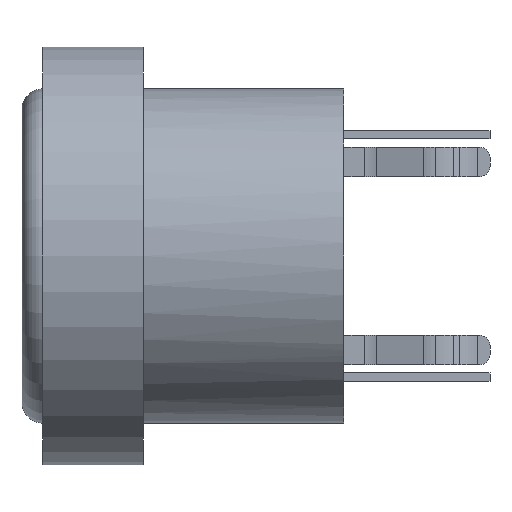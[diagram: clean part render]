
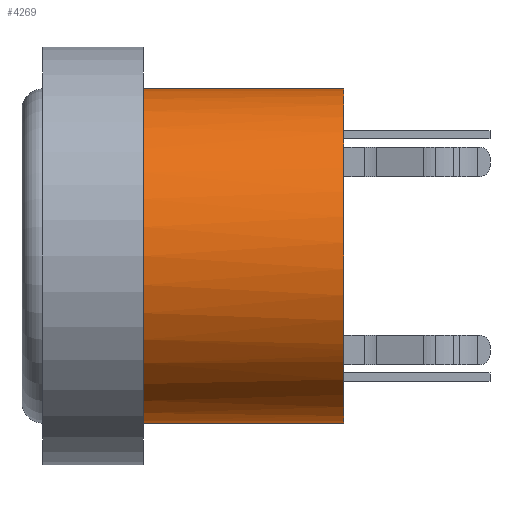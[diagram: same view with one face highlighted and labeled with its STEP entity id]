
A CAD part, left-side view. The second image highlights one B-rep face of the part: STEP entity #4269.
In plain terms, the highlighted cylindrical face has radius 4 mm (diameter 8 mm), a partial arc.
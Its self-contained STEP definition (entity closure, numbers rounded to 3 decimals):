
#151 = CARTESIAN_POINT ( 'NONE',  ( 0., -4.8, 0. ) ) ;
#222 = AXIS2_PLACEMENT_3D ( 'NONE', #1507, #3503, #5509 ) ;
#258 = AXIS2_PLACEMENT_3D ( 'NONE', #2760, #1234, #5346 ) ;
#425 = VERTEX_POINT ( 'NONE', #1385 ) ;
#473 = AXIS2_PLACEMENT_3D ( 'NONE', #3678, #1074, #2578 ) ;
#511 = DIRECTION ( 'NONE',  ( 0., 1., 0. ) ) ;
#630 = CARTESIAN_POINT ( 'NONE',  ( 0., -4.8, 0. ) ) ;
#908 = CIRCLE ( 'NONE', #258, 4. ) ;
#1009 = CARTESIAN_POINT ( 'NONE',  ( 0., -4.8, 4. ) ) ;
#1074 = DIRECTION ( 'NONE',  ( 0., -1., 0. ) ) ;
#1232 = CIRCLE ( 'NONE', #3204, 4. ) ;
#1234 = DIRECTION ( 'NONE',  ( 0., -1., 0. ) ) ;
#1305 = CARTESIAN_POINT ( 'NONE',  ( -3.4, -4.8, 2.107 ) ) ;
#1319 = VERTEX_POINT ( 'NONE', #1305 ) ;
#1385 = CARTESIAN_POINT ( 'NONE',  ( 0., 0., -4. ) ) ;
#1399 = VECTOR ( 'NONE', #5398, 1000. ) ;
#1421 = VERTEX_POINT ( 'NONE', #3186 ) ;
#1482 = EDGE_CURVE ( 'NONE', #1319, #4373, #5877, .T. ) ;
#1498 = ORIENTED_EDGE ( 'NONE', *, *, #3918, .T. ) ;
#1507 = CARTESIAN_POINT ( 'NONE',  ( 0., -4.8, 0. ) ) ;
#1806 = DIRECTION ( 'NONE',  ( 0., 0., -1. ) ) ;
#1872 = AXIS2_PLACEMENT_3D ( 'NONE', #151, #4663, #3552 ) ;
#1878 = ORIENTED_EDGE ( 'NONE', *, *, #2748, .F. ) ;
#2012 = DIRECTION ( 'NONE',  ( 0., -1., 0. ) ) ;
#2072 = DIRECTION ( 'NONE',  ( 0., -1., 0. ) ) ;
#2142 = ORIENTED_EDGE ( 'NONE', *, *, #4600, .F. ) ;
#2164 = ORIENTED_EDGE ( 'NONE', *, *, #1482, .F. ) ;
#2494 = VERTEX_POINT ( 'NONE', #6037 ) ;
#2546 = ORIENTED_EDGE ( 'NONE', *, *, #2871, .F. ) ;
#2578 = DIRECTION ( 'NONE',  ( 0., 0., -1. ) ) ;
#2650 = VERTEX_POINT ( 'NONE', #3687 ) ;
#2692 = ORIENTED_EDGE ( 'NONE', *, *, #3760, .T. ) ;
#2748 = EDGE_CURVE ( 'NONE', #1421, #3899, #908, .T. ) ;
#2760 = CARTESIAN_POINT ( 'NONE',  ( 0., -4.8, 0. ) ) ;
#2871 = EDGE_CURVE ( 'NONE', #2494, #1319, #4019, .T. ) ;
#3098 = DIRECTION ( 'NONE',  ( 0., 0., -1. ) ) ;
#3186 = CARTESIAN_POINT ( 'NONE',  ( -3.1, -4.8, -2.528 ) ) ;
#3204 = AXIS2_PLACEMENT_3D ( 'NONE', #5869, #4785, #1806 ) ;
#3399 = CARTESIAN_POINT ( 'NONE',  ( 0., -4.8, -4. ) ) ;
#3410 = FACE_OUTER_BOUND ( 'NONE', #5471, .T. ) ;
#3503 = DIRECTION ( 'NONE',  ( 0., 1., 0. ) ) ;
#3552 = DIRECTION ( 'NONE',  ( 0., 0., -1. ) ) ;
#3678 = CARTESIAN_POINT ( 'NONE',  ( 0., -4.8, 0. ) ) ;
#3687 = CARTESIAN_POINT ( 'NONE',  ( 0., -4.8, 4. ) ) ;
#3760 = EDGE_CURVE ( 'NONE', #2650, #6424, #6382, .T. ) ;
#3885 = LINE ( 'NONE', #3399, #1399 ) ;
#3889 = AXIS2_PLACEMENT_3D ( 'NONE', #4429, #2012, #6012 ) ;
#3899 = VERTEX_POINT ( 'NONE', #5650 ) ;
#3918 = EDGE_CURVE ( 'NONE', #6424, #425, #1232, .T. ) ;
#4019 = CIRCLE ( 'NONE', #473, 4. ) ;
#4167 = ORIENTED_EDGE ( 'NONE', *, *, #5197, .F. ) ;
#4269 = ADVANCED_FACE ( 'NONE', ( #3410 ), #4947, .T. ) ;
#4367 = VECTOR ( 'NONE', #511, 1000. ) ;
#4373 = VERTEX_POINT ( 'NONE', #5033 ) ;
#4429 = CARTESIAN_POINT ( 'NONE',  ( 0., -4.8, 0. ) ) ;
#4600 = EDGE_CURVE ( 'NONE', #4373, #1421, #5039, .T. ) ;
#4663 = DIRECTION ( 'NONE',  ( 0., -1., 0. ) ) ;
#4785 = DIRECTION ( 'NONE',  ( 0., -1., 0. ) ) ;
#4947 = CYLINDRICAL_SURFACE ( 'NONE', #222, 4. ) ;
#5033 = CARTESIAN_POINT ( 'NONE',  ( -3.4, -4.8, -2.107 ) ) ;
#5039 = CIRCLE ( 'NONE', #3889, 4. ) ;
#5197 = EDGE_CURVE ( 'NONE', #2650, #2494, #5227, .T. ) ;
#5227 = CIRCLE ( 'NONE', #1872, 4. ) ;
#5346 = DIRECTION ( 'NONE',  ( 0., 0., -1. ) ) ;
#5398 = DIRECTION ( 'NONE',  ( 0., 1., 0. ) ) ;
#5471 = EDGE_LOOP ( 'NONE', ( #6320, #1878, #2142, #2164, #2546, #4167, #2692, #1498 ) ) ;
#5509 = DIRECTION ( 'NONE',  ( 0., 0., 1. ) ) ;
#5650 = CARTESIAN_POINT ( 'NONE',  ( 0., -4.8, -4. ) ) ;
#5762 = EDGE_CURVE ( 'NONE', #3899, #425, #3885, .T. ) ;
#5869 = CARTESIAN_POINT ( 'NONE',  ( 0., 0., 0. ) ) ;
#5877 = CIRCLE ( 'NONE', #6248, 4. ) ;
#5999 = CARTESIAN_POINT ( 'NONE',  ( 0., 0., 4. ) ) ;
#6012 = DIRECTION ( 'NONE',  ( 0., 0., -1. ) ) ;
#6037 = CARTESIAN_POINT ( 'NONE',  ( -3.1, -4.8, 2.528 ) ) ;
#6248 = AXIS2_PLACEMENT_3D ( 'NONE', #630, #2072, #3098 ) ;
#6320 = ORIENTED_EDGE ( 'NONE', *, *, #5762, .F. ) ;
#6382 = LINE ( 'NONE', #1009, #4367 ) ;
#6424 = VERTEX_POINT ( 'NONE', #5999 ) ;
